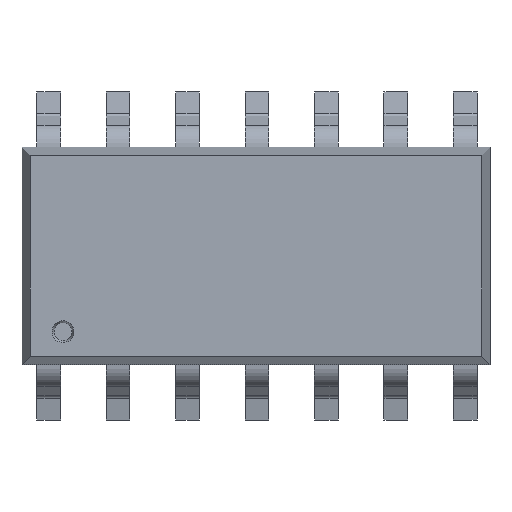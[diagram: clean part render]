
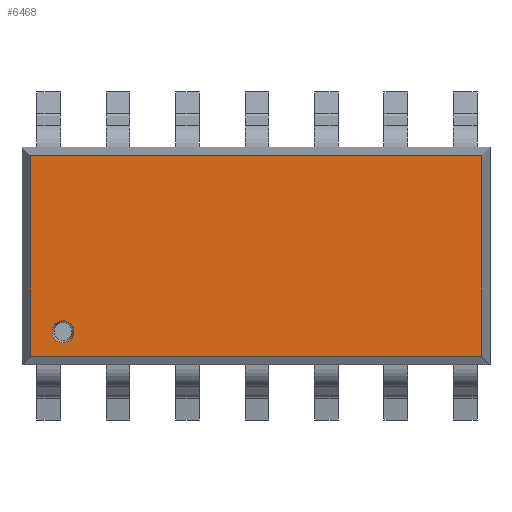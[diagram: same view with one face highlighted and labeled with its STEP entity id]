
A CAD part, top view. The second image highlights one B-rep face of the part: STEP entity #6468.
In plain terms, the highlighted planar face has unit normal (0, 0, 1).
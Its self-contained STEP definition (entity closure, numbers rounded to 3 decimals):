
#116 = CARTESIAN_POINT ( 'NONE',  ( -3.53, -1.387, 1.8 ) ) ;
#124 = LINE ( 'NONE', #7596, #5135 ) ;
#161 = LINE ( 'NONE', #1754, #3116 ) ;
#188 = VERTEX_POINT ( 'NONE', #4213 ) ;
#286 = LINE ( 'NONE', #4328, #7699 ) ;
#319 = DIRECTION ( 'NONE',  ( -1., 0., 0. ) ) ;
#320 = AXIS2_PLACEMENT_3D ( 'NONE', #116, #6592, #6002 ) ;
#399 = CIRCLE ( 'NONE', #3539, 0.2 ) ;
#490 = DIRECTION ( 'NONE',  ( -1., 0., 0. ) ) ;
#516 = ORIENTED_EDGE ( 'NONE', *, *, #6437, .F. ) ;
#857 = CARTESIAN_POINT ( 'NONE',  ( -4.13, 1.838, 1.8 ) ) ;
#938 = VERTEX_POINT ( 'NONE', #4699 ) ;
#1027 = ORIENTED_EDGE ( 'NONE', *, *, #6120, .T. ) ;
#1193 = EDGE_CURVE ( 'NONE', #2717, #4982, #286, .T. ) ;
#1291 = DIRECTION ( 'NONE',  ( 0., -1., 0. ) ) ;
#1746 = DIRECTION ( 'NONE',  ( 0., 0., 1. ) ) ;
#1754 = CARTESIAN_POINT ( 'NONE',  ( -4.281, -1.837, 1.8 ) ) ;
#1755 = LINE ( 'NONE', #5126, #3087 ) ;
#1801 = CIRCLE ( 'NONE', #320, 0.2 ) ;
#1910 = ORIENTED_EDGE ( 'NONE', *, *, #2711, .F. ) ;
#2432 = CARTESIAN_POINT ( 'NONE',  ( -3.53, -1.387, 1.8 ) ) ;
#2711 = EDGE_CURVE ( 'NONE', #3251, #938, #399, .T. ) ;
#2717 = VERTEX_POINT ( 'NONE', #7632 ) ;
#2817 = EDGE_CURVE ( 'NONE', #938, #3251, #1801, .T. ) ;
#3087 = VECTOR ( 'NONE', #1291, 1000. ) ;
#3100 = DIRECTION ( 'NONE',  ( 0., -1., 0. ) ) ;
#3103 = DIRECTION ( 'NONE',  ( 0., 0., -1. ) ) ;
#3116 = VECTOR ( 'NONE', #3154, 1000. ) ;
#3154 = DIRECTION ( 'NONE',  ( -1., 0., 0. ) ) ;
#3179 = ORIENTED_EDGE ( 'NONE', *, *, #2817, .F. ) ;
#3251 = VERTEX_POINT ( 'NONE', #7477 ) ;
#3539 = AXIS2_PLACEMENT_3D ( 'NONE', #2432, #1746, #3100 ) ;
#3575 = ORIENTED_EDGE ( 'NONE', *, *, #5384, .T. ) ;
#3635 = ORIENTED_EDGE ( 'NONE', *, *, #1193, .T. ) ;
#4213 = CARTESIAN_POINT ( 'NONE',  ( -4.13, -1.837, 1.8 ) ) ;
#4328 = CARTESIAN_POINT ( 'NONE',  ( -4.281, 1.838, 1.8 ) ) ;
#4488 = VERTEX_POINT ( 'NONE', #6323 ) ;
#4699 = CARTESIAN_POINT ( 'NONE',  ( -3.53, -1.588, 1.8 ) ) ;
#4982 = VERTEX_POINT ( 'NONE', #857 ) ;
#5126 = CARTESIAN_POINT ( 'NONE',  ( -4.13, 1.989, 1.8 ) ) ;
#5135 = VECTOR ( 'NONE', #6971, 1000. ) ;
#5384 = EDGE_CURVE ( 'NONE', #4982, #188, #1755, .T. ) ;
#6002 = DIRECTION ( 'NONE',  ( 0., -1., 0. ) ) ;
#6120 = EDGE_CURVE ( 'NONE', #4488, #2717, #124, .T. ) ;
#6312 = EDGE_LOOP ( 'NONE', ( #3179, #1910 ) ) ;
#6323 = CARTESIAN_POINT ( 'NONE',  ( 4.13, -1.837, 1.8 ) ) ;
#6407 = CARTESIAN_POINT ( 'NONE',  ( 0., 0., 1.8 ) ) ;
#6437 = EDGE_CURVE ( 'NONE', #4488, #188, #161, .T. ) ;
#6468 = ADVANCED_FACE ( 'NONE', ( #6892, #7887 ), #7708, .F. ) ;
#6592 = DIRECTION ( 'NONE',  ( 0., 0., 1. ) ) ;
#6756 = AXIS2_PLACEMENT_3D ( 'NONE', #6407, #3103, #490 ) ;
#6822 = EDGE_LOOP ( 'NONE', ( #1027, #3635, #3575, #516 ) ) ;
#6892 = FACE_OUTER_BOUND ( 'NONE', #6822, .T. ) ;
#6971 = DIRECTION ( 'NONE',  ( 0., 1., 0. ) ) ;
#7477 = CARTESIAN_POINT ( 'NONE',  ( -3.53, -1.187, 1.8 ) ) ;
#7596 = CARTESIAN_POINT ( 'NONE',  ( 4.13, 1.989, 1.8 ) ) ;
#7632 = CARTESIAN_POINT ( 'NONE',  ( 4.13, 1.838, 1.8 ) ) ;
#7699 = VECTOR ( 'NONE', #319, 1000. ) ;
#7708 = PLANE ( 'NONE',  #6756 ) ;
#7887 = FACE_BOUND ( 'NONE', #6312, .T. ) ;
